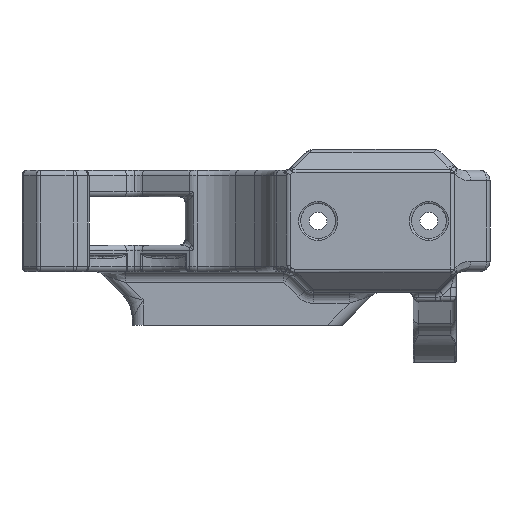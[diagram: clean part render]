
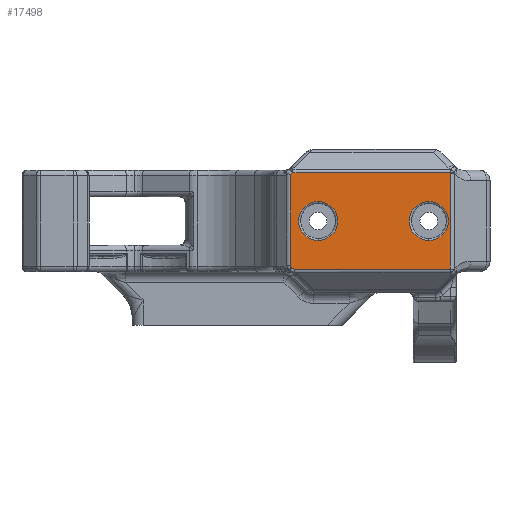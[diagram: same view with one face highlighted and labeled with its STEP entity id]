
A CAD part, left-side view. The second image highlights one B-rep face of the part: STEP entity #17498.
In plain terms, the highlighted planar face has unit normal (-1, 0, 0).
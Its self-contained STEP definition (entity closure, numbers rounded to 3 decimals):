
#818 = CARTESIAN_POINT ( 'NONE',  ( -119.961, -25.877, 9.5 ) ) ;
#1123 = VECTOR ( 'NONE', #9869, 1000. ) ;
#1426 = ORIENTED_EDGE ( 'NONE', *, *, #14875, .T. ) ;
#1490 = B_SPLINE_CURVE_WITH_KNOTS ( 'NONE', 3,
 ( #26481, #4721, #16288, #13854 ),
 .UNSPECIFIED., .F., .F.,
 ( 4, 4 ),
 ( 0., 0.001 ),
 .UNSPECIFIED. ) ;
#1571 = CARTESIAN_POINT ( 'NONE',  ( -119.961, -21.17, 18.486 ) ) ;
#2401 = EDGE_LOOP ( 'NONE', ( #20863, #26396 ) ) ;
#2482 = DIRECTION ( 'NONE',  ( 1., 0., 0. ) ) ;
#2574 = CARTESIAN_POINT ( 'NONE',  ( -119.961, -21.412, 0.514 ) ) ;
#2755 = CARTESIAN_POINT ( 'NONE',  ( -119.961, -25.877, 9.5 ) ) ;
#3289 = CARTESIAN_POINT ( 'NONE',  ( -119.961, -50.609, 18.434 ) ) ;
#3299 = VERTEX_POINT ( 'NONE', #18546 ) ;
#3748 = AXIS2_PLACEMENT_3D ( 'NONE', #2755, #2482, #23936 ) ;
#4120 = ORIENTED_EDGE ( 'NONE', *, *, #22364, .T. ) ;
#4151 = VERTEX_POINT ( 'NONE', #9747 ) ;
#4374 = DIRECTION ( 'NONE',  ( 1., 0., 0. ) ) ;
#4721 = CARTESIAN_POINT ( 'NONE',  ( -119.961, -21.021, 18.36 ) ) ;
#5151 = CARTESIAN_POINT ( 'NONE',  ( -119.961, -50.608, 18.486 ) ) ;
#5283 = VECTOR ( 'NONE', #19225, 1000. ) ;
#5450 = AXIS2_PLACEMENT_3D ( 'NONE', #23157, #9981, #12408 ) ;
#6843 = VERTEX_POINT ( 'NONE', #26383 ) ;
#7136 = CARTESIAN_POINT ( 'NONE',  ( -119.961, -21.195, 0.514 ) ) ;
#7325 = CARTESIAN_POINT ( 'NONE',  ( -119.961, -20.704, 1.221 ) ) ;
#7611 = CARTESIAN_POINT ( 'NONE',  ( -119.961, -46.577, 9.5 ) ) ;
#7617 = EDGE_CURVE ( 'NONE', #22060, #22446, #13872, .T. ) ;
#7689 = AXIS2_PLACEMENT_3D ( 'NONE', #12805, #4374, #19107 ) ;
#8097 = DIRECTION ( 'NONE',  ( 0., 0., -1. ) ) ;
#8161 = ORIENTED_EDGE ( 'NONE', *, *, #13417, .T. ) ;
#8840 = VERTEX_POINT ( 'NONE', #1571 ) ;
#9706 = CARTESIAN_POINT ( 'NONE',  ( -119.961, -50.608, 18.468 ) ) ;
#9747 = CARTESIAN_POINT ( 'NONE',  ( -119.961, -25.877, 13.15 ) ) ;
#9869 = DIRECTION ( 'NONE',  ( 0., 0., 1. ) ) ;
#9981 = DIRECTION ( 'NONE',  ( 1., 0., 0. ) ) ;
#10326 = CIRCLE ( 'NONE', #26336, 3.65 ) ;
#11397 = EDGE_CURVE ( 'NONE', #22318, #22060, #18168, .T. ) ;
#11572 = CARTESIAN_POINT ( 'NONE',  ( -119.961, -50.609, 18.451 ) ) ;
#11723 = EDGE_CURVE ( 'NONE', #16297, #22318, #12371, .T. ) ;
#11842 = VECTOR ( 'NONE', #20208, 1000. ) ;
#12371 =( BOUNDED_CURVE ( )  B_SPLINE_CURVE ( 3, ( #17849, #20413, #7136, #2574 ),
 .UNSPECIFIED., .F., .T. ) 
 B_SPLINE_CURVE_WITH_KNOTS ( ( 4, 4 ),
 ( 0., 0.524 ),
 .UNSPECIFIED. ) 
 CURVE ( )  GEOMETRIC_REPRESENTATION_ITEM ( )  RATIONAL_B_SPLINE_CURVE ( ( 1., 0.977, 0.977, 1. ) ) 
 REPRESENTATION_ITEM ( '' )  );
#12408 = DIRECTION ( 'NONE',  ( 0., 0., -1. ) ) ;
#12608 = ORIENTED_EDGE ( 'NONE', *, *, #11723, .T. ) ;
#12643 = LINE ( 'NONE', #25397, #5283 ) ;
#12805 = CARTESIAN_POINT ( 'NONE',  ( -119.961, 0., 19. ) ) ;
#12828 = EDGE_CURVE ( 'NONE', #15312, #6843, #24174, .T. ) ;
#13346 = CARTESIAN_POINT ( 'NONE',  ( -119.961, -20.997, 18.486 ) ) ;
#13417 = EDGE_CURVE ( 'NONE', #17333, #8840, #13773, .T. ) ;
#13541 = CARTESIAN_POINT ( 'NONE',  ( -119.961, -46.577, 5.85 ) ) ;
#13704 = ORIENTED_EDGE ( 'NONE', *, *, #21371, .T. ) ;
#13731 = DIRECTION ( 'NONE',  ( 0., -1., 0. ) ) ;
#13773 = LINE ( 'NONE', #13346, #11842 ) ;
#13854 = CARTESIAN_POINT ( 'NONE',  ( -119.961, -20.704, 18.133 ) ) ;
#13872 = LINE ( 'NONE', #16309, #1123 ) ;
#14262 = EDGE_LOOP ( 'NONE', ( #1426, #23288, #12608, #23587, #24002, #4120, #8161, #13704 ) ) ;
#14384 = PLANE ( 'NONE',  #7689 ) ;
#14875 = EDGE_CURVE ( 'NONE', #27302, #18984, #12643, .T. ) ;
#15027 = EDGE_CURVE ( 'NONE', #6843, #15312, #10326, .T. ) ;
#15312 = VERTEX_POINT ( 'NONE', #13541 ) ;
#15729 = CARTESIAN_POINT ( 'NONE',  ( -119.961, -21.412, 0.514 ) ) ;
#16015 = CARTESIAN_POINT ( 'NONE',  ( -119.961, -50.609, 18.434 ) ) ;
#16288 = CARTESIAN_POINT ( 'NONE',  ( -119.961, -20.863, 18.246 ) ) ;
#16297 = VERTEX_POINT ( 'NONE', #19055 ) ;
#16309 = CARTESIAN_POINT ( 'NONE',  ( -119.961, -50.609, 18.439 ) ) ;
#16530 = FACE_BOUND ( 'NONE', #2401, .T. ) ;
#16952 = DIRECTION ( 'NONE',  ( 1., 0., 0. ) ) ;
#17333 = VERTEX_POINT ( 'NONE', #19202 ) ;
#17498 = ADVANCED_FACE ( 'NONE', ( #27437, #16530, #25284 ), #14384, .F. ) ;
#17849 = CARTESIAN_POINT ( 'NONE',  ( -119.961, -20.894, 0.704 ) ) ;
#18057 = CARTESIAN_POINT ( 'NONE',  ( -119.961, -20.769, 0.829 ) ) ;
#18168 = LINE ( 'NONE', #24340, #26414 ) ;
#18188 = DIRECTION ( 'NONE',  ( 0., 0., -1. ) ) ;
#18207 = EDGE_LOOP ( 'NONE', ( #22743, #27568 ) ) ;
#18546 = CARTESIAN_POINT ( 'NONE',  ( -119.961, -25.877, 5.85 ) ) ;
#18984 = VERTEX_POINT ( 'NONE', #7325 ) ;
#19055 = CARTESIAN_POINT ( 'NONE',  ( -119.961, -20.894, 0.704 ) ) ;
#19107 = DIRECTION ( 'NONE',  ( 0., 0., -1. ) ) ;
#19202 = CARTESIAN_POINT ( 'NONE',  ( -119.961, -50.608, 18.486 ) ) ;
#19225 = DIRECTION ( 'NONE',  ( 0., 0., -1. ) ) ;
#19940 = CARTESIAN_POINT ( 'NONE',  ( -119.961, -50.609, 0.514 ) ) ;
#20047 =( BOUNDED_CURVE ( )  B_SPLINE_CURVE ( 3, ( #3289, #11572, #9706, #5151 ),
 .UNSPECIFIED., .F., .T. ) 
 B_SPLINE_CURVE_WITH_KNOTS ( ( 4, 4 ),
 ( 3.665, 3.707 ),
 .UNSPECIFIED. ) 
 CURVE ( )  GEOMETRIC_REPRESENTATION_ITEM ( )  RATIONAL_B_SPLINE_CURVE ( ( 1., 1., 1., 1. ) ) 
 REPRESENTATION_ITEM ( '' )  );
#20208 = DIRECTION ( 'NONE',  ( 0., 1., 0. ) ) ;
#20413 = CARTESIAN_POINT ( 'NONE',  ( -119.961, -21.019, 0.579 ) ) ;
#20600 = CIRCLE ( 'NONE', #3748, 3.65 ) ;
#20863 = ORIENTED_EDGE ( 'NONE', *, *, #20921, .T. ) ;
#20921 = EDGE_CURVE ( 'NONE', #3299, #4151, #20600, .T. ) ;
#21091 = CARTESIAN_POINT ( 'NONE',  ( -119.961, -20.704, 18.133 ) ) ;
#21371 = EDGE_CURVE ( 'NONE', #8840, #27302, #1490, .T. ) ;
#21404 =( BOUNDED_CURVE ( )  B_SPLINE_CURVE ( 3, ( #24510, #24800, #18057, #22633 ),
 .UNSPECIFIED., .F., .T. ) 
 B_SPLINE_CURVE_WITH_KNOTS ( ( 4, 4 ),
 ( 5.76, 6.283 ),
 .UNSPECIFIED. ) 
 CURVE ( )  GEOMETRIC_REPRESENTATION_ITEM ( )  RATIONAL_B_SPLINE_CURVE ( ( 1., 0.977, 0.977, 1. ) ) 
 REPRESENTATION_ITEM ( '' )  );
#22060 = VERTEX_POINT ( 'NONE', #19940 ) ;
#22318 = VERTEX_POINT ( 'NONE', #15729 ) ;
#22347 = DIRECTION ( 'NONE',  ( 1., 0., 0. ) ) ;
#22364 = EDGE_CURVE ( 'NONE', #22446, #17333, #20047, .T. ) ;
#22446 = VERTEX_POINT ( 'NONE', #16015 ) ;
#22633 = CARTESIAN_POINT ( 'NONE',  ( -119.961, -20.894, 0.704 ) ) ;
#22743 = ORIENTED_EDGE ( 'NONE', *, *, #12828, .T. ) ;
#23157 = CARTESIAN_POINT ( 'NONE',  ( -119.961, -46.577, 9.5 ) ) ;
#23288 = ORIENTED_EDGE ( 'NONE', *, *, #27574, .T. ) ;
#23587 = ORIENTED_EDGE ( 'NONE', *, *, #11397, .T. ) ;
#23935 = AXIS2_PLACEMENT_3D ( 'NONE', #818, #16952, #8097 ) ;
#23936 = DIRECTION ( 'NONE',  ( 0., 0., -1. ) ) ;
#24002 = ORIENTED_EDGE ( 'NONE', *, *, #7617, .T. ) ;
#24174 = CIRCLE ( 'NONE', #5450, 3.65 ) ;
#24340 = CARTESIAN_POINT ( 'NONE',  ( -119.961, -50.316, 0.514 ) ) ;
#24510 = CARTESIAN_POINT ( 'NONE',  ( -119.961, -20.704, 1.221 ) ) ;
#24800 = CARTESIAN_POINT ( 'NONE',  ( -119.961, -20.704, 1.005 ) ) ;
#25284 = FACE_OUTER_BOUND ( 'NONE', #14262, .T. ) ;
#25397 = CARTESIAN_POINT ( 'NONE',  ( -119.961, -20.704, 19. ) ) ;
#25505 = EDGE_CURVE ( 'NONE', #4151, #3299, #26234, .T. ) ;
#26234 = CIRCLE ( 'NONE', #23935, 3.65 ) ;
#26336 = AXIS2_PLACEMENT_3D ( 'NONE', #7611, #22347, #18188 ) ;
#26383 = CARTESIAN_POINT ( 'NONE',  ( -119.961, -46.577, 13.15 ) ) ;
#26396 = ORIENTED_EDGE ( 'NONE', *, *, #25505, .T. ) ;
#26414 = VECTOR ( 'NONE', #13731, 1000. ) ;
#26481 = CARTESIAN_POINT ( 'NONE',  ( -119.961, -21.17, 18.486 ) ) ;
#27302 = VERTEX_POINT ( 'NONE', #21091 ) ;
#27437 = FACE_BOUND ( 'NONE', #18207, .T. ) ;
#27568 = ORIENTED_EDGE ( 'NONE', *, *, #15027, .T. ) ;
#27574 = EDGE_CURVE ( 'NONE', #18984, #16297, #21404, .T. ) ;
